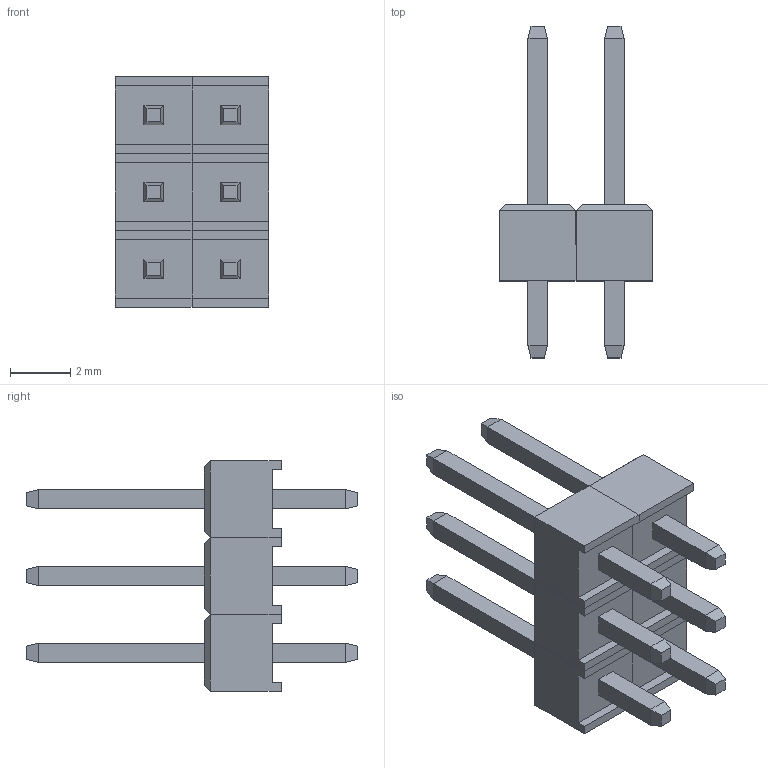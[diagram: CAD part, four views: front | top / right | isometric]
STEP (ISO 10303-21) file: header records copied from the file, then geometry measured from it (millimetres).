
FILE_DESCRIPTION (( 'STEP AP214' ), '1' );
FILE_NAME ('User Library-Header3x2_100_TH.STEP', '2016-07-25T08:08:03', ( 'Windows User' ), ( '' ), 'SwSTEP 2.0', 'SolidWorks 2016', '' );
FILE_SCHEMA (( 'AUTOMOTIVE_DESIGN' ));
Length unit declared in the file: centimetre
Products named in the file (3): User Library-Header3x2_100_TH_User Library-Header1x2; User Library-Header3x2_100_TH_User Library-Header1x2_Header1_1; User Library-Header3x2_100_TH
Assembly tree (5 placements, depth 3):
  User Library-Header3x2_100_TH
    User Library-Header3x2_100_TH_User Library-Header1x2  x3
      User Library-Header3x2_100_TH_User Library-Header1x2_Header1_1
Bounding box: 5.08 x 10.98 x 7.62 mm (x, y, z)
Volume: 109.2 mm3; surface area: 356.9 mm2
Topology: 6 solids, 6 shells, 192 faces, 432 edges, 264 vertices
Faces by surface type: plane 192
Entity records: 1328 total; most frequent: CARTESIAN_POINT 157, DIRECTION 154, ORIENTED_EDGE 144, VECTOR 72, LINE 72, EDGE_CURVE 72, VERTEX_POINT 44, AXIS2_PLACEMENT_3D 41
